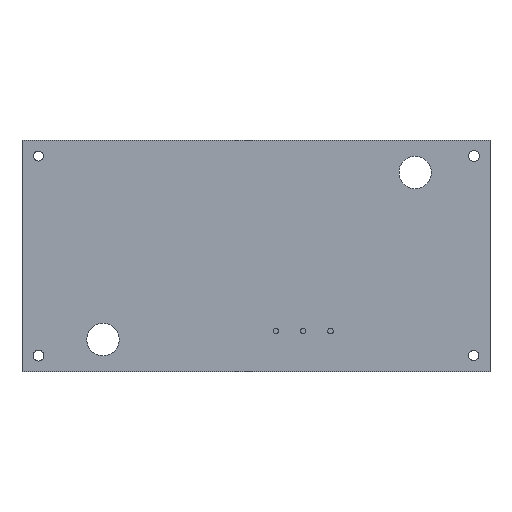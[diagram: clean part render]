
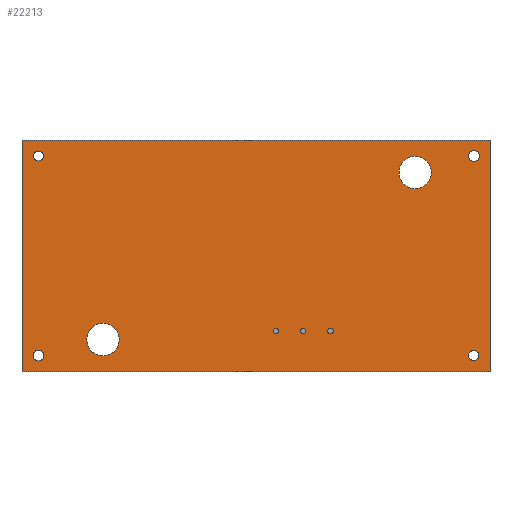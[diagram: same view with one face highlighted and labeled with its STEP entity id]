
A CAD part, front view. The second image highlights one B-rep face of the part: STEP entity #22213.
In plain terms, the highlighted planar face has unit normal (0, -1, 0).
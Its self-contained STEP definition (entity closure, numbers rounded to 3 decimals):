
#21896 = VERTEX_POINT('',#21897);
#21897 = CARTESIAN_POINT('',(-39.604,94.58,-69.96));
#21914 = VERTEX_POINT('',#21915);
#21915 = CARTESIAN_POINT('',(-83.106,94.58,-69.96));
#21921 = EDGE_CURVE('',#21896,#21914,#21922,.T.);
#21922 = LINE('',#21923,#21924);
#21923 = CARTESIAN_POINT('',(-39.604,94.58,-69.96));
#21924 = VECTOR('',#21925,1.);
#21925 = DIRECTION('',(-1.,0.,0.));
#21945 = VERTEX_POINT('',#21946);
#21946 = CARTESIAN_POINT('',(-83.106,94.58,-48.444));
#21952 = EDGE_CURVE('',#21914,#21945,#21953,.T.);
#21953 = LINE('',#21954,#21955);
#21954 = CARTESIAN_POINT('',(-83.106,94.58,-69.96));
#21955 = VECTOR('',#21956,1.);
#21956 = DIRECTION('',(0.,0.,1.));
#21976 = VERTEX_POINT('',#21977);
#21977 = CARTESIAN_POINT('',(-39.604,94.58,-48.444));
#21983 = EDGE_CURVE('',#21945,#21976,#21984,.T.);
#21984 = LINE('',#21985,#21986);
#21985 = CARTESIAN_POINT('',(-83.106,94.58,-48.444));
#21986 = VECTOR('',#21987,1.);
#21987 = DIRECTION('',(1.,0.,0.));
#22005 = EDGE_CURVE('',#21976,#21896,#22006,.T.);
#22006 = LINE('',#22007,#22008);
#22007 = CARTESIAN_POINT('',(-39.604,94.58,-48.444));
#22008 = VECTOR('',#22009,1.);
#22009 = DIRECTION('',(0.,0.,-1.));
#22020 = VERTEX_POINT('',#22021);
#22021 = CARTESIAN_POINT('',(-77.086,94.58,-66.972));
#22037 = EDGE_CURVE('',#22020,#22020,#22038,.T.);
#22038 = CIRCLE('',#22039,1.509);
#22039 = AXIS2_PLACEMENT_3D('',#22040,#22041,#22042);
#22040 = CARTESIAN_POINT('',(-75.578,94.58,-66.972));
#22041 = DIRECTION('',(0.,1.,0.));
#22042 = DIRECTION('',(-1.,0.,0.));
#22053 = VERTEX_POINT('',#22054);
#22054 = CARTESIAN_POINT('',(-48.063,94.58,-51.438));
#22070 = EDGE_CURVE('',#22053,#22053,#22071,.T.);
#22071 = CIRCLE('',#22072,1.499);
#22072 = AXIS2_PLACEMENT_3D('',#22073,#22074,#22075);
#22073 = CARTESIAN_POINT('',(-46.563,94.58,-51.438));
#22074 = DIRECTION('',(0.,1.,0.));
#22075 = DIRECTION('',(-1.,0.,0.));
#22086 = VERTEX_POINT('',#22087);
#22087 = CARTESIAN_POINT('',(-41.602,94.58,-49.912));
#22103 = EDGE_CURVE('',#22086,#22086,#22104,.T.);
#22104 = CIRCLE('',#22105,0.506);
#22105 = AXIS2_PLACEMENT_3D('',#22106,#22107,#22108);
#22106 = CARTESIAN_POINT('',(-41.095,94.58,-49.912));
#22107 = DIRECTION('',(0.,1.,0.));
#22108 = DIRECTION('',(-1.,0.,0.));
#22119 = VERTEX_POINT('',#22120);
#22120 = CARTESIAN_POINT('',(-82.072,94.58,-68.461));
#22136 = EDGE_CURVE('',#22119,#22119,#22137,.T.);
#22137 = CIRCLE('',#22138,0.502);
#22138 = AXIS2_PLACEMENT_3D('',#22139,#22140,#22141);
#22139 = CARTESIAN_POINT('',(-81.57,94.58,-68.461));
#22140 = DIRECTION('',(0.,1.,0.));
#22141 = DIRECTION('',(-1.,0.,0.));
#22152 = VERTEX_POINT('',#22153);
#22153 = CARTESIAN_POINT('',(-41.596,94.58,-68.452));
#22169 = EDGE_CURVE('',#22152,#22152,#22170,.T.);
#22170 = CIRCLE('',#22171,0.474);
#22171 = AXIS2_PLACEMENT_3D('',#22172,#22173,#22174);
#22172 = CARTESIAN_POINT('',(-41.122,94.58,-68.452));
#22173 = DIRECTION('',(0.,1.,0.));
#22174 = DIRECTION('',(-1.,0.,0.));
#22185 = VERTEX_POINT('',#22186);
#22186 = CARTESIAN_POINT('',(-82.04,94.58,-49.921));
#22202 = EDGE_CURVE('',#22185,#22185,#22203,.T.);
#22203 = CIRCLE('',#22204,0.457);
#22204 = AXIS2_PLACEMENT_3D('',#22205,#22206,#22207);
#22205 = CARTESIAN_POINT('',(-81.583,94.58,-49.921));
#22206 = DIRECTION('',(0.,1.,0.));
#22207 = DIRECTION('',(-1.,0.,0.));
#22213 = ADVANCED_FACE('',(#22214,#22220,#22223,#22226,#22229,#22232,
    #22235),#22238,.F.);
#22214 = FACE_BOUND('',#22215,.F.);
#22215 = EDGE_LOOP('',(#22216,#22217,#22218,#22219));
#22216 = ORIENTED_EDGE('',*,*,#21921,.T.);
#22217 = ORIENTED_EDGE('',*,*,#21952,.T.);
#22218 = ORIENTED_EDGE('',*,*,#21983,.T.);
#22219 = ORIENTED_EDGE('',*,*,#22005,.T.);
#22220 = FACE_BOUND('',#22221,.F.);
#22221 = EDGE_LOOP('',(#22222));
#22222 = ORIENTED_EDGE('',*,*,#22037,.F.);
#22223 = FACE_BOUND('',#22224,.F.);
#22224 = EDGE_LOOP('',(#22225));
#22225 = ORIENTED_EDGE('',*,*,#22070,.F.);
#22226 = FACE_BOUND('',#22227,.F.);
#22227 = EDGE_LOOP('',(#22228));
#22228 = ORIENTED_EDGE('',*,*,#22103,.F.);
#22229 = FACE_BOUND('',#22230,.F.);
#22230 = EDGE_LOOP('',(#22231));
#22231 = ORIENTED_EDGE('',*,*,#22136,.F.);
#22232 = FACE_BOUND('',#22233,.F.);
#22233 = EDGE_LOOP('',(#22234));
#22234 = ORIENTED_EDGE('',*,*,#22169,.F.);
#22235 = FACE_BOUND('',#22236,.F.);
#22236 = EDGE_LOOP('',(#22237));
#22237 = ORIENTED_EDGE('',*,*,#22202,.F.);
#22238 = PLANE('',#22239);
#22239 = AXIS2_PLACEMENT_3D('',#22240,#22241,#22242);
#22240 = CARTESIAN_POINT('',(-61.355,94.58,-59.202));
#22241 = DIRECTION('',(0.,1.,0.));
#22242 = DIRECTION('',(-1.,0.,0.));
